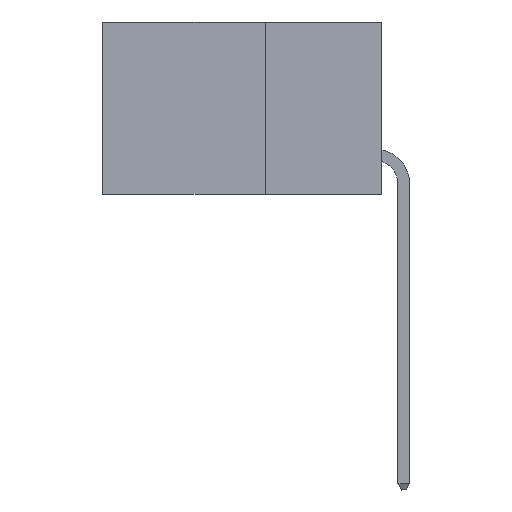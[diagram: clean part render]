
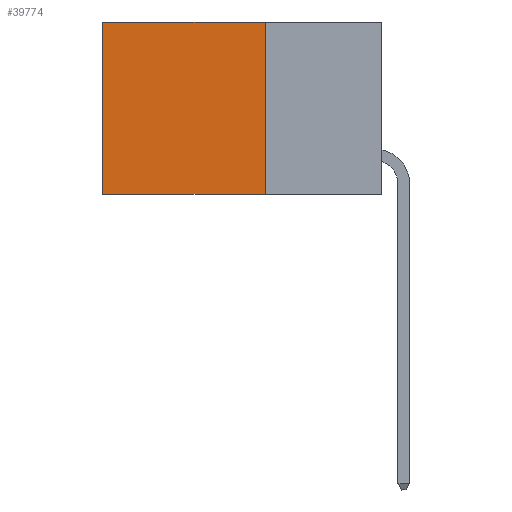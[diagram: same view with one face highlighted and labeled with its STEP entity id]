
A CAD part, left-side view. The second image highlights one B-rep face of the part: STEP entity #39774.
In plain terms, the highlighted planar face has unit normal (-1, 0, 0).
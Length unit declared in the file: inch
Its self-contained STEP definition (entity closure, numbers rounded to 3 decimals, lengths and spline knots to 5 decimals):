
#64 = DIRECTION ( 'NONE',  ( 0., 1., 0. ) ) ;
#6292 = LINE ( 'NONE', #38609, #39874 ) ;
#6502 = CARTESIAN_POINT ( 'NONE',  ( 0.2875, 0.6, 0. ) ) ;
#6888 = CARTESIAN_POINT ( 'NONE',  ( 0.2875, 0.25, 0. ) ) ;
#6923 = ORIENTED_EDGE ( 'NONE', *, *, #32354, .F. ) ;
#7163 = DIRECTION ( 'NONE',  ( 0., 1., 0. ) ) ;
#7395 = ORIENTED_EDGE ( 'NONE', *, *, #41229, .T. ) ;
#10008 = ORIENTED_EDGE ( 'NONE', *, *, #36408, .F. ) ;
#14068 = DIRECTION ( 'NONE',  ( 1., 0., 0. ) ) ;
#15241 = DIRECTION ( 'NONE',  ( 0., 0., -1. ) ) ;
#16464 = CARTESIAN_POINT ( 'NONE',  ( 0.2875, 0.25, 0. ) ) ;
#16709 = DIRECTION ( 'NONE',  ( 0., 0., -1. ) ) ;
#19033 = LINE ( 'NONE', #40941, #33000 ) ;
#20542 = VERTEX_POINT ( 'NONE', #24330 ) ;
#21392 = AXIS2_PLACEMENT_3D ( 'NONE', #39767, #14068, #39623 ) ;
#21517 = FACE_OUTER_BOUND ( 'NONE', #21843, .T. ) ;
#21843 = EDGE_LOOP ( 'NONE', ( #7395, #10008, #6923, #26061 ) ) ;
#22964 = CARTESIAN_POINT ( 'NONE',  ( 0.2875, 0.6, 0. ) ) ;
#24330 = CARTESIAN_POINT ( 'NONE',  ( 0.2875, 0.6, -0.37 ) ) ;
#24438 = VECTOR ( 'NONE', #7163, 39.37008 ) ;
#26061 = ORIENTED_EDGE ( 'NONE', *, *, #26756, .T. ) ;
#26756 = EDGE_CURVE ( 'NONE', #37651, #39056, #28892, .T. ) ;
#27006 = PLANE ( 'NONE',  #21392 ) ;
#28892 = LINE ( 'NONE', #6888, #24438 ) ;
#32354 = EDGE_CURVE ( 'NONE', #37651, #37713, #19033, .T. ) ;
#33000 = VECTOR ( 'NONE', #15241, 39.37008 ) ;
#35341 = CARTESIAN_POINT ( 'NONE',  ( 0.2875, 0.25, -0.37 ) ) ;
#36408 = EDGE_CURVE ( 'NONE', #37713, #20542, #6292, .T. ) ;
#37651 = VERTEX_POINT ( 'NONE', #16464 ) ;
#37713 = VERTEX_POINT ( 'NONE', #35341 ) ;
#38609 = CARTESIAN_POINT ( 'NONE',  ( 0.2875, 0.25, -0.37 ) ) ;
#38851 = LINE ( 'NONE', #22964, #40349 ) ;
#39056 = VERTEX_POINT ( 'NONE', #6502 ) ;
#39623 = DIRECTION ( 'NONE',  ( 0., 0., -1. ) ) ;
#39767 = CARTESIAN_POINT ( 'NONE',  ( 0.2875, 0.25, 0. ) ) ;
#39774 = ADVANCED_FACE ( 'NONE', ( #21517 ), #27006, .F. ) ;
#39874 = VECTOR ( 'NONE', #64, 39.37008 ) ;
#40349 = VECTOR ( 'NONE', #16709, 39.37008 ) ;
#40941 = CARTESIAN_POINT ( 'NONE',  ( 0.2875, 0.25, 0. ) ) ;
#41229 = EDGE_CURVE ( 'NONE', #39056, #20542, #38851, .T. ) ;
